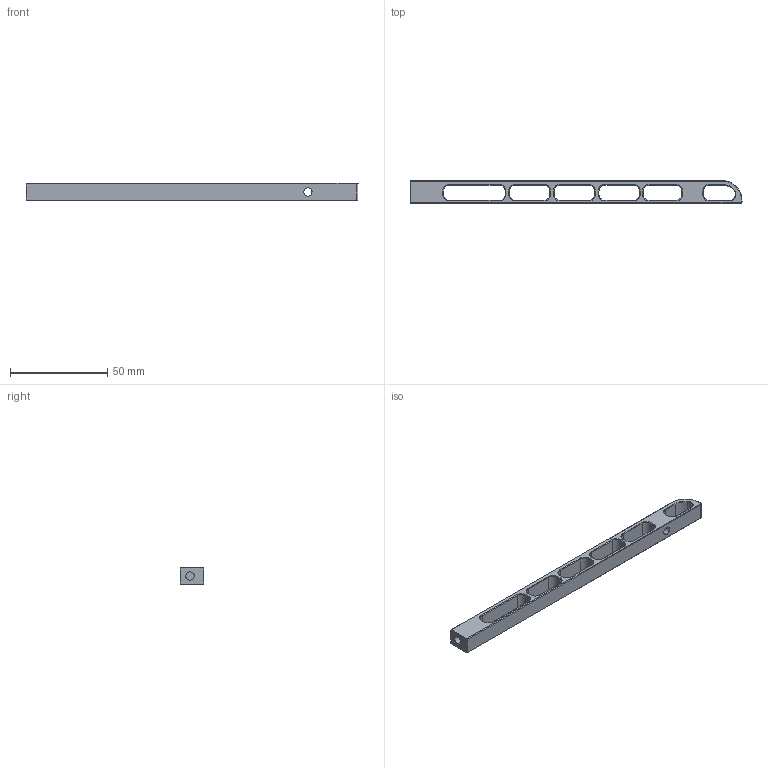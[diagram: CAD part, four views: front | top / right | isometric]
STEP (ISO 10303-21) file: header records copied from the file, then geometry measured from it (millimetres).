
FILE_DESCRIPTION (( 'STEP AP203' ), '1' );
FILE_NAME ('瀁錣鵯鍧.STEP', '2021-11-29T13:03:59', ( '' ), ( '' ), 'SwSTEP 2.0', 'SolidWorks 2017', '' );
FILE_SCHEMA (( 'CONFIG_CONTROL_DESIGN' ));
Length unit declared in the file: millimetre
Products named in the file (1): 瀁錣鵯鍧
Bounding box: 170.45 x 11.85 x 8.91 mm (x, y, z)
Volume: 8638.4 mm3; surface area: 8234.6 mm2
Topology: 1 solids, 1 shells, 165 faces, 384 edges, 222 vertices
Faces by surface type: plane 81, cone 53, cylinder 31
Entity records: 4735 total; most frequent: CARTESIAN_POINT 842, DIRECTION 824, ORIENTED_EDGE 768, EDGE_CURVE 384, AXIS2_PLACEMENT_3D 280, LINE 264, VECTOR 264, VERTEX_POINT 222
